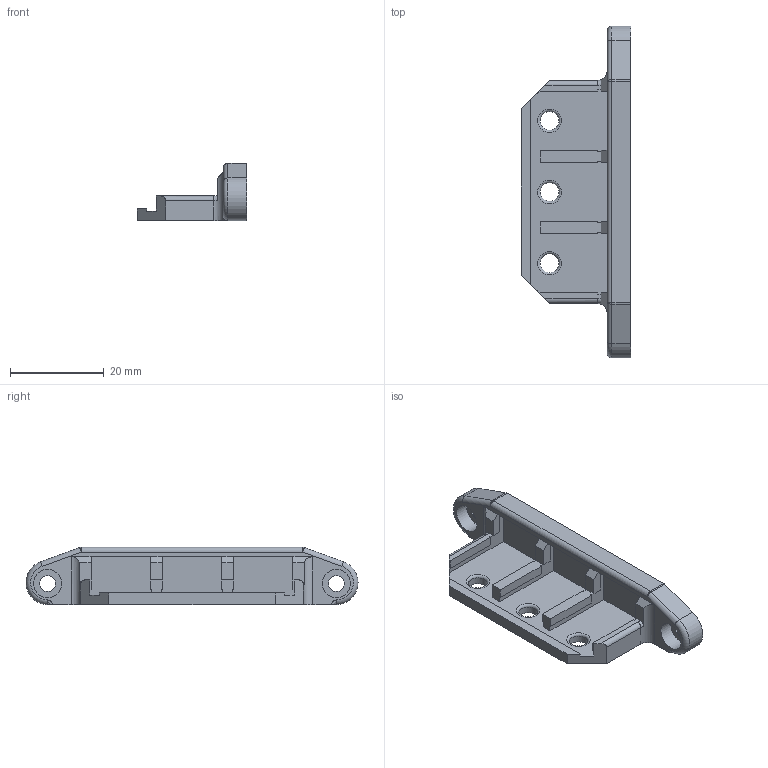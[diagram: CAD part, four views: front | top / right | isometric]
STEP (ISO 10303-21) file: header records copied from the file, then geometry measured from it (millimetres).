
FILE_DESCRIPTION(/* description */ (''),/* implementation_level */ '2;1');
FILE_NAME(/* name */ 'wago_221_2x2 v7.step',/* time_stamp */ '2025-12-25T14:02:49-05:00',/* author */ (''),/* organization */ (''),/* preprocessor_version */ 'ST-DEVELOPER v20.1',/* originating_system */ 'Autodesk Translation Framework v14.21.0.0',/* authorisation */ '');
FILE_SCHEMA (('AUTOMOTIVE_DESIGN { 1 0 10303 214 3 1 1 }'));
Length unit declared in the file: millimetre
Products named in the file (1): wago_221_2x2
Bounding box: 23.25 x 70.65 x 12.2 mm (x, y, z)
Volume: 5208 mm3; surface area: 4889.5 mm2
Topology: 1 solids, 1 shells, 109 faces, 288 edges, 181 vertices
Faces by surface type: plane 80, cylinder 18, torus 7, bspline 2, sphere 2
Full cylindrical faces by diameter (mm): 3.4 x2, 4 x3, 6 x2
Entity records: 3377 total; most frequent: CARTESIAN_POINT 611, ORIENTED_EDGE 572, DIRECTION 554, EDGE_CURVE 286, LINE 230, VECTOR 230, VERTEX_POINT 181, AXIS2_PLACEMENT_3D 162
